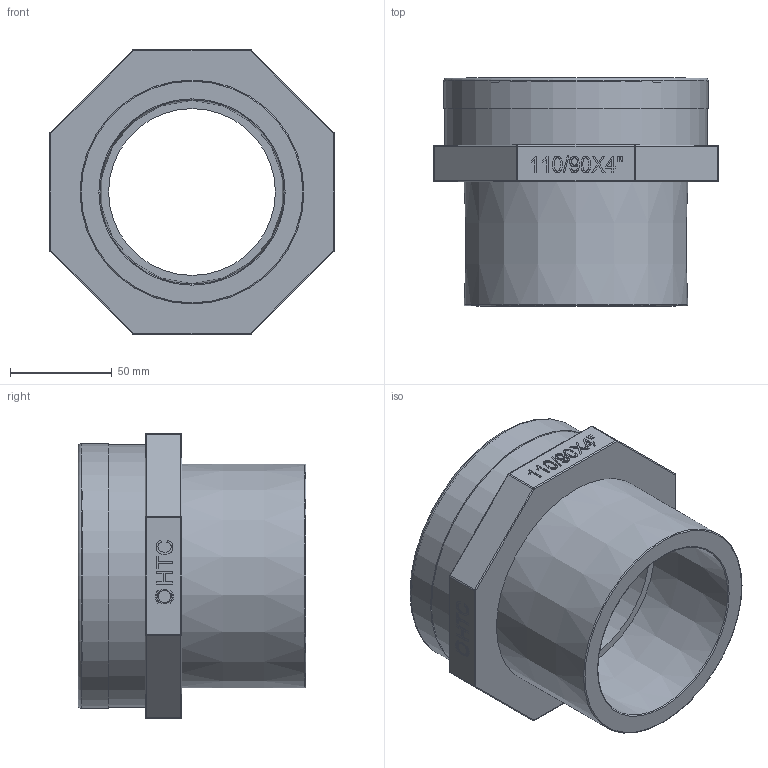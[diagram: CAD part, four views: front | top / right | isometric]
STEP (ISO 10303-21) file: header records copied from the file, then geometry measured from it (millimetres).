
FILE_DESCRIPTION(/* description */ (''),/* implementation_level */ '2;1');
FILE_NAME(/* name */ 'AF0351.110.110.step',/* time_stamp */ '2026-01-22T09:54:42+01:00',/* author */ (''),/* organization */ (''),/* preprocessor_version */ 'ST-DEVELOPER v20.1',/* originating_system */ 'Autodesk Translation Framework v14.21.0.0',/* authorisation */ '');
FILE_SCHEMA (('AUTOMOTIVE_DESIGN { 1 0 10303 214 3 1 1 }'));
Length unit declared in the file: millimetre
Products named in the file (1): 2026-01-22-08-42-11-813
Bounding box: 140.5 x 112 x 140.5 mm (x, y, z)
Volume: 457142 mm3; surface area: 128877.3 mm2
Topology: 2 solids, 2 shells, 309 faces, 763 edges, 497 vertices
Faces by surface type: plane 167, cylinder 73, bspline 61, torus 6, cone 2
Full cylindrical faces by diameter (mm): 6 x1, 7 x1, 82 x1, 108.117 x1, 110.072 x17, 113.03 x17, 115 x1, 128.541 x1, 129 x1, 129.969 x1
Entity records: 45618 total; most frequent: CARTESIAN_POINT 38654, ORIENTED_EDGE 1526, DIRECTION 1208, EDGE_CURVE 763, VERTEX_POINT 497, LINE 486, VECTOR 486, AXIS2_PLACEMENT_3D 361
